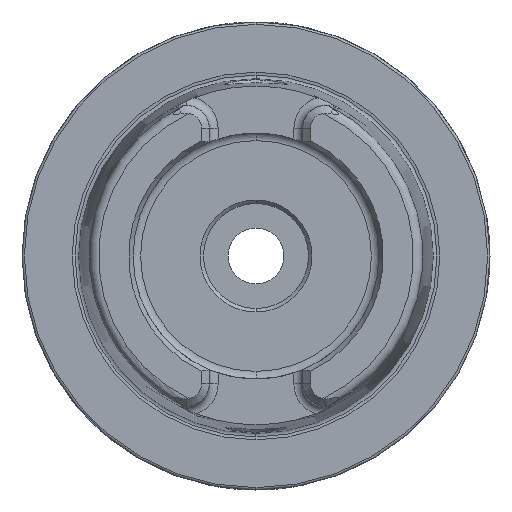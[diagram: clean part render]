
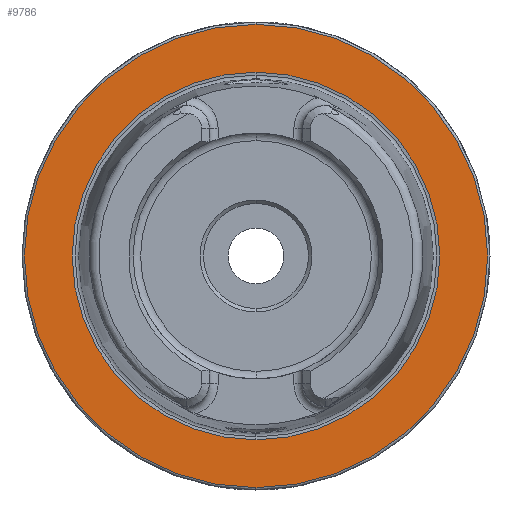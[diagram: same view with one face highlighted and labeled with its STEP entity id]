
A CAD part, left-side view. The second image highlights one B-rep face of the part: STEP entity #9786.
In plain terms, the highlighted planar face has unit normal (-1, 0, 0).
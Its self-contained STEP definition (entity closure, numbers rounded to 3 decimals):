
#238 = DIRECTION ( 'NONE',  ( -1., 0., 0. ) ) ;
#286 = CIRCLE ( 'NONE', #1206, 39.405 ) ;
#343 = FACE_OUTER_BOUND ( 'NONE', #2865, .T. ) ;
#391 = ORIENTED_EDGE ( 'NONE', *, *, #7640, .F. ) ;
#861 = ORIENTED_EDGE ( 'NONE', *, *, #8287, .T. ) ;
#1050 = PLANE ( 'NONE',  #5070 ) ;
#1206 = AXIS2_PLACEMENT_3D ( 'NONE', #4821, #238, #5602 ) ;
#1404 = DIRECTION ( 'NONE',  ( -1., 0., 0. ) ) ;
#1581 = VERTEX_POINT ( 'NONE', #3308 ) ;
#2295 = VERTEX_POINT ( 'NONE', #2411 ) ;
#2350 = AXIS2_PLACEMENT_3D ( 'NONE', #3190, #8568, #3958 ) ;
#2411 = CARTESIAN_POINT ( 'NONE',  ( 0., 0., 39.405 ) ) ;
#2475 = EDGE_LOOP ( 'NONE', ( #391, #9781 ) ) ;
#2582 = CARTESIAN_POINT ( 'NONE',  ( 0., 49.65, 0. ) ) ;
#2865 = EDGE_LOOP ( 'NONE', ( #8241, #861 ) ) ;
#3190 = CARTESIAN_POINT ( 'NONE',  ( 0., 0., 0. ) ) ;
#3308 = CARTESIAN_POINT ( 'NONE',  ( 0., 0., 49.65 ) ) ;
#3883 = CARTESIAN_POINT ( 'NONE',  ( 0., 0., -49.65 ) ) ;
#3958 = DIRECTION ( 'NONE',  ( 0., 0., 1. ) ) ;
#4165 = CIRCLE ( 'NONE', #5596, 39.405 ) ;
#4281 = CARTESIAN_POINT ( 'NONE',  ( 0., 0., 0. ) ) ;
#4343 = VERTEX_POINT ( 'NONE', #3883 ) ;
#4388 = FACE_BOUND ( 'NONE', #2475, .T. ) ;
#4821 = CARTESIAN_POINT ( 'NONE',  ( 0., 0., 0. ) ) ;
#4899 = DIRECTION ( 'NONE',  ( 0., 0., -1. ) ) ;
#5067 = DIRECTION ( 'NONE',  ( 0., 0., 1. ) ) ;
#5070 = AXIS2_PLACEMENT_3D ( 'NONE', #2582, #9502, #4899 ) ;
#5596 = AXIS2_PLACEMENT_3D ( 'NONE', #4281, #9662, #5067 ) ;
#5602 = DIRECTION ( 'NONE',  ( 0., 0., 1. ) ) ;
#6013 = CARTESIAN_POINT ( 'NONE',  ( 0., 0., 0. ) ) ;
#6118 = CARTESIAN_POINT ( 'NONE',  ( 0., 0., -39.405 ) ) ;
#6795 = DIRECTION ( 'NONE',  ( 0., 0., 1. ) ) ;
#7255 = VERTEX_POINT ( 'NONE', #6118 ) ;
#7484 = CIRCLE ( 'NONE', #2350, 49.65 ) ;
#7640 = EDGE_CURVE ( 'NONE', #2295, #7255, #286, .T. ) ;
#7856 = CIRCLE ( 'NONE', #9048, 49.65 ) ;
#8088 = EDGE_CURVE ( 'NONE', #1581, #4343, #7484, .T. ) ;
#8241 = ORIENTED_EDGE ( 'NONE', *, *, #8088, .T. ) ;
#8287 = EDGE_CURVE ( 'NONE', #4343, #1581, #7856, .T. ) ;
#8568 = DIRECTION ( 'NONE',  ( -1., 0., 0. ) ) ;
#9048 = AXIS2_PLACEMENT_3D ( 'NONE', #6013, #1404, #6795 ) ;
#9502 = DIRECTION ( 'NONE',  ( 1., 0., 0. ) ) ;
#9662 = DIRECTION ( 'NONE',  ( -1., 0., 0. ) ) ;
#9781 = ORIENTED_EDGE ( 'NONE', *, *, #9819, .F. ) ;
#9786 = ADVANCED_FACE ( 'NONE', ( #4388, #343 ), #1050, .F. ) ;
#9819 = EDGE_CURVE ( 'NONE', #7255, #2295, #4165, .T. ) ;
